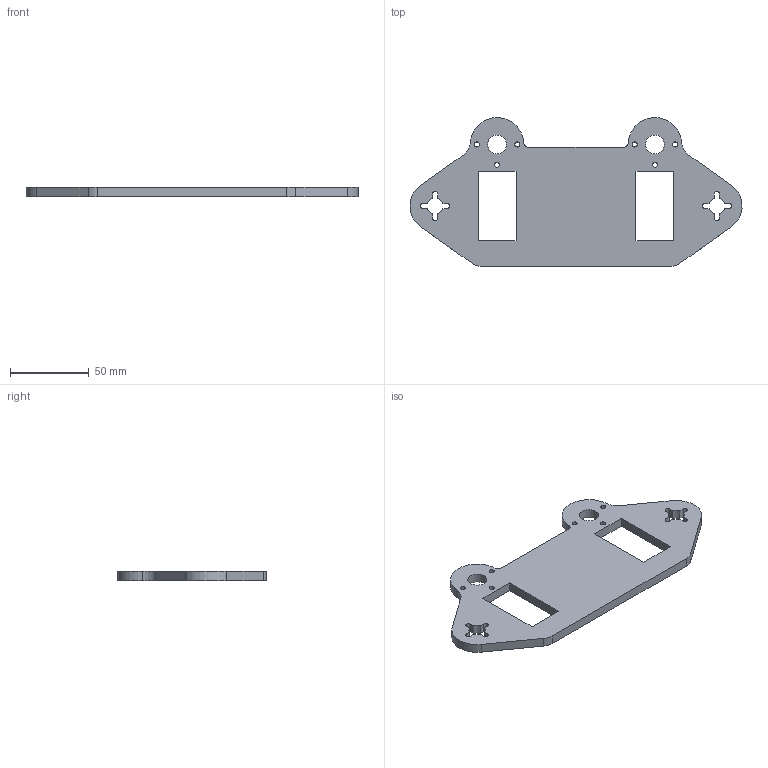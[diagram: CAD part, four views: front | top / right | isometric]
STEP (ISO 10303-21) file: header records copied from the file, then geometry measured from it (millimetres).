
FILE_DESCRIPTION(('FreeCAD Model'),'2;1');
FILE_NAME('Open CASCADE Shape Model','2022-11-01T21:07:10',(''),(''), 'Open CASCADE STEP processor 7.6','FreeCAD','Unknown');
FILE_SCHEMA(('AUTOMOTIVE_DESIGN { 1 0 10303 214 1 1 1 1 }'));
Length unit declared in the file: millimetre
Products named in the file (1): Crusher Element
Bounding box: 210.28 x 94.19 x 6 mm (x, y, z)
Volume: 70682.9 mm3; surface area: 29931 mm2
Topology: 1 solids, 1 shells, 66 faces, 192 edges, 128 vertices
Faces by surface type: cylinder 34, plane 32
Full cylindrical faces by diameter (mm): 3.2 x6, 12 x2
Entity records: 4772 total; most frequent: DIRECTION 778, CARTESIAN_POINT 771, LINE 440, VECTOR 440, ORIENTED_EDGE 384, PCURVE 384, DEFINITIONAL_REPRESENTATION 384, EDGE_CURVE 192
